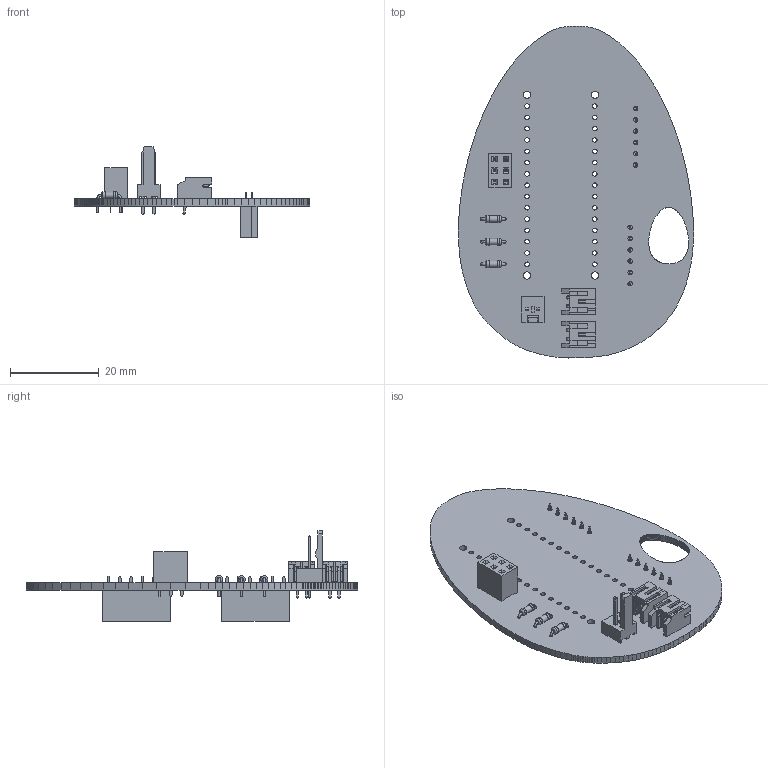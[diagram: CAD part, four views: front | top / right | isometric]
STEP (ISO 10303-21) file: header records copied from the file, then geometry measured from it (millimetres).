
FILE_DESCRIPTION(('FreeCAD Model'),'2;1');
FILE_NAME('Open CASCADE Shape Model','2022-07-15T11:31:49',(''),(''), 'Open CASCADE STEP processor 7.5','FreeCAD','Unknown');
FILE_SCHEMA(('AUTOMOTIVE_DESIGN { 1 0 10303 214 1 1 1 1 }'));
Length unit declared in the file: millimetre
Products named in the file (11): ElectronicEggDrop; Board_Geoms_7da9; Pcb_7da9; Step_Models_7da9; Top_7da9; Power_Terminal2_JST_S2B_PH_K_b4a94d98a202; R2_R_Axial_DIN0204_L36mm_D16mm_P508mm_Horizontal_d7bb1833d566; Indicator_LEDs1_PinSocket_2x03_P254mm_Vertical_4adb6b8757fe; Power_SW1_Molex_AE_6410_02A_6453a7a23a18; Bot_7da9; LIS3DH_Connector1_PinSocket_1x06_P254mm_Vertical_c3875e9e537b
Assembly tree (14 placements, depth 4):
  ElectronicEggDrop
    Board_Geoms_7da9
      Pcb_7da9
    Step_Models_7da9
      Top_7da9
        Power_Terminal2_JST_S2B_PH_K_b4a94d98a202  x2
        R2_R_Axial_DIN0204_L36mm_D16mm_P508mm_Horizontal_d7bb1833d566  x3
        Indicator_LEDs1_PinSocket_2x03_P254mm_Vertical_4adb6b8757fe
        Power_SW1_Molex_AE_6410_02A_6453a7a23a18
      Bot_7da9
        LIS3DH_Connector1_PinSocket_1x06_P254mm_Vertical_c3875e9e537b  x2
Bounding box: 52.87 x 74.65 x 20.3 mm (x, y, z)
Volume: 5833.3 mm3; surface area: 8926.1 mm2
Topology: 10 solids, 10 shells, 1272 faces, 3422 edges, 2240 vertices
Faces by surface type: plane 1168, cylinder 92, torus 12
Full cylindrical faces by diameter (mm): 0.5 x6, 0.7 x6, 0.75 x4, 1 x18, 1.016 x30, 1.19 x2, 1.44 x3, 1.6 x6, 1.65 x4
Entity records: 33865 total; most frequent: CARTESIAN_POINT 5391, ORIENTED_EDGE 5120, DIRECTION 4618, EDGE_CURVE 2560, LINE 2400, VECTOR 2400, VERTEX_POINT 1680, FACE_BOUND 1116
